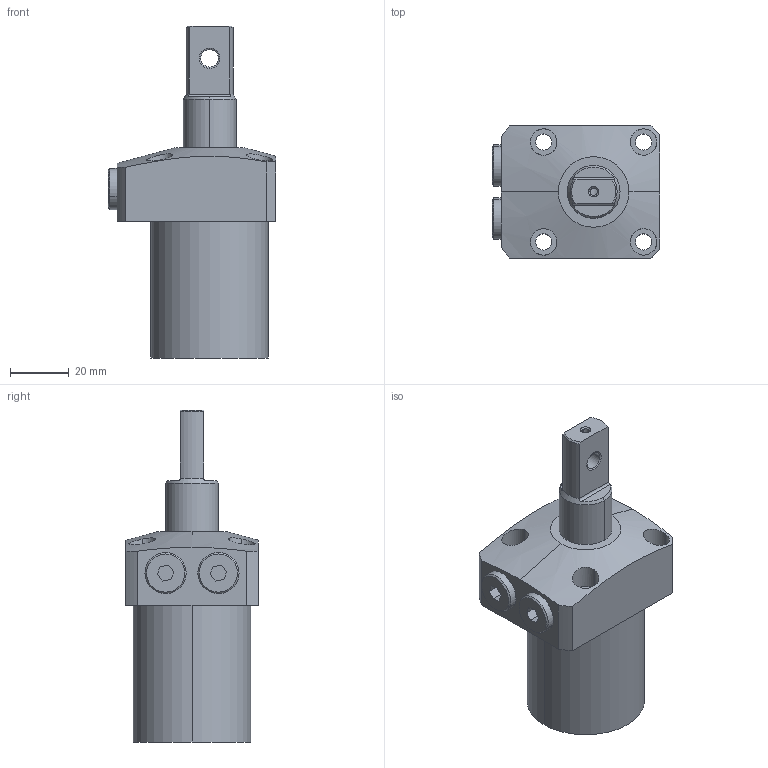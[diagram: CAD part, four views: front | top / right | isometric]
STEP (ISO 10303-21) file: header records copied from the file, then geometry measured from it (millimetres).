
FILE_DESCRIPTION (( 'STEP AP203' ), '1' );
FILE_NAME ('CHA-040Dx90G.STEP', '2019-12-06T07:44:55', ( '' ), ( '' ), 'SwSTEP 2.0', 'SolidWorks 2017', '' );
FILE_SCHEMA (( 'CONFIG_CONTROL_DESIGN' ));
Length unit declared in the file: millimetre
Products named in the file (4): CHA-040Dx90G; CHA-040D(双臂）活塞杆; CHA-040掛极; G1-8黑芛
Assembly tree (4 placements, depth 2):
  CHA-040Dx90G
    CHA-040掛极
    CHA-040D(双臂）活塞杆
    G1-8黑芛  x2
Bounding box: 57 x 45 x 113 mm (x, y, z)
Volume: 106383.2 mm3; surface area: 29555.9 mm2
Topology: 4 solids, 4 shells, 167 faces, 417 edges, 272 vertices
Faces by surface type: cylinder 94, plane 46, cone 23, bspline 4
Entity records: 5915 total; most frequent: CARTESIAN_POINT 2563, ORIENTED_EDGE 624, DIRECTION 592, EDGE_CURVE 312, AXIS2_PLACEMENT_3D 234, VERTEX_POINT 203, EDGE_LOOP 155, ADVANCED_FACE 127
